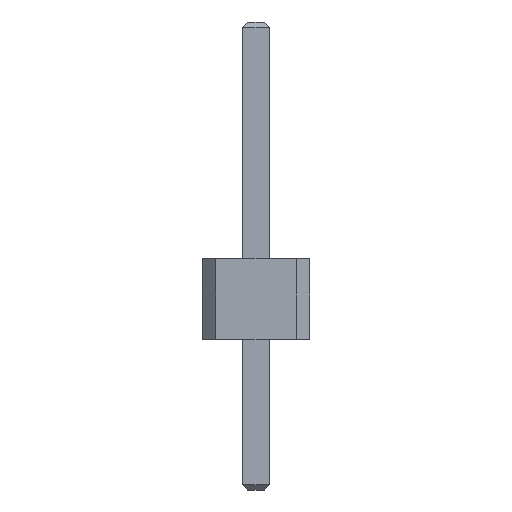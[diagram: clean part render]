
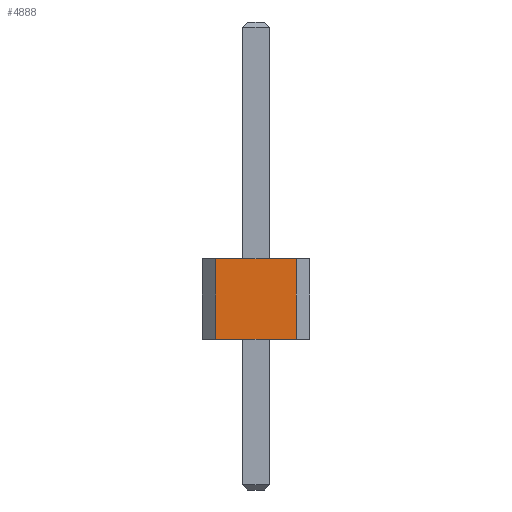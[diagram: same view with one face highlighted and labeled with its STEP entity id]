
A CAD part, front view. The second image highlights one B-rep face of the part: STEP entity #4888.
In plain terms, the highlighted planar face has unit normal (0, -1, 0).
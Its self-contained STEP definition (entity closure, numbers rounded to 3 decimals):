
#44 = PLANE('',#45);
#45 = AXIS2_PLACEMENT_3D('',#46,#47,#48);
#46 = CARTESIAN_POINT('',(-1.,0.75,0.));
#47 = DIRECTION('',(0.,0.,-1.));
#48 = DIRECTION('',(0.,1.,0.));
#100 = PLANE('',#101);
#101 = AXIS2_PLACEMENT_3D('',#102,#103,#104);
#102 = CARTESIAN_POINT('',(-1.,0.75,1.5));
#103 = DIRECTION('',(0.,0.,-1.));
#104 = DIRECTION('',(-1.,0.,0.));
#749 = VERTEX_POINT('',#750);
#750 = CARTESIAN_POINT('',(0.75,-13.,0.));
#764 = PLANE('',#765);
#765 = AXIS2_PLACEMENT_3D('',#766,#767,#768);
#766 = CARTESIAN_POINT('',(0.875,-12.875,0.));
#767 = DIRECTION('',(0.707,-0.707,0.));
#768 = DIRECTION('',(0.,0.,-1.));
#776 = EDGE_CURVE('',#777,#749,#779,.T.);
#777 = VERTEX_POINT('',#778);
#778 = CARTESIAN_POINT('',(-0.75,-13.,0.));
#779 = SURFACE_CURVE('',#780,(#784,#791),.PCURVE_S1.);
#780 = LINE('',#781,#782);
#781 = CARTESIAN_POINT('',(-1.,-13.,0.));
#782 = VECTOR('',#783,1.);
#783 = DIRECTION('',(1.,0.,0.));
#784 = PCURVE('',#44,#785);
#785 = DEFINITIONAL_REPRESENTATION('',(#786),#790);
#786 = LINE('',#787,#788);
#787 = CARTESIAN_POINT('',(-13.75,0.));
#788 = VECTOR('',#789,1.);
#789 = DIRECTION('',(0.,1.));
#790 = ( GEOMETRIC_REPRESENTATION_CONTEXT(2) 
PARAMETRIC_REPRESENTATION_CONTEXT() REPRESENTATION_CONTEXT('2D SPACE',''
  ) );
#791 = PCURVE('',#792,#797);
#792 = PLANE('',#793);
#793 = AXIS2_PLACEMENT_3D('',#794,#795,#796);
#794 = CARTESIAN_POINT('',(-1.,-13.,0.));
#795 = DIRECTION('',(0.,1.,0.));
#796 = DIRECTION('',(1.,0.,0.));
#797 = DEFINITIONAL_REPRESENTATION('',(#798),#802);
#798 = LINE('',#799,#800);
#799 = CARTESIAN_POINT('',(0.,0.));
#800 = VECTOR('',#801,1.);
#801 = DIRECTION('',(1.,0.));
#802 = ( GEOMETRIC_REPRESENTATION_CONTEXT(2) 
PARAMETRIC_REPRESENTATION_CONTEXT() REPRESENTATION_CONTEXT('2D SPACE',''
  ) );
#820 = PLANE('',#821);
#821 = AXIS2_PLACEMENT_3D('',#822,#823,#824);
#822 = CARTESIAN_POINT('',(-0.875,-12.875,0.));
#823 = DIRECTION('',(-0.707,-0.707,0.));
#824 = DIRECTION('',(0.,0.,-1.));
#2641 = VERTEX_POINT('',#2642);
#2642 = CARTESIAN_POINT('',(0.75,-13.,1.5));
#2663 = EDGE_CURVE('',#2664,#2641,#2666,.T.);
#2664 = VERTEX_POINT('',#2665);
#2665 = CARTESIAN_POINT('',(-0.75,-13.,1.5));
#2666 = SURFACE_CURVE('',#2667,(#2671,#2678),.PCURVE_S1.);
#2667 = LINE('',#2668,#2669);
#2668 = CARTESIAN_POINT('',(-1.,-13.,1.5));
#2669 = VECTOR('',#2670,1.);
#2670 = DIRECTION('',(1.,0.,0.));
#2671 = PCURVE('',#100,#2672);
#2672 = DEFINITIONAL_REPRESENTATION('',(#2673),#2677);
#2673 = LINE('',#2674,#2675);
#2674 = CARTESIAN_POINT('',(0.,-13.75));
#2675 = VECTOR('',#2676,1.);
#2676 = DIRECTION('',(-1.,0.));
#2677 = ( GEOMETRIC_REPRESENTATION_CONTEXT(2) 
PARAMETRIC_REPRESENTATION_CONTEXT() REPRESENTATION_CONTEXT('2D SPACE',''
  ) );
#2678 = PCURVE('',#792,#2679);
#2679 = DEFINITIONAL_REPRESENTATION('',(#2680),#2684);
#2680 = LINE('',#2681,#2682);
#2681 = CARTESIAN_POINT('',(0.,-1.5));
#2682 = VECTOR('',#2683,1.);
#2683 = DIRECTION('',(1.,0.));
#2684 = ( GEOMETRIC_REPRESENTATION_CONTEXT(2) 
PARAMETRIC_REPRESENTATION_CONTEXT() REPRESENTATION_CONTEXT('2D SPACE',''
  ) );
#4868 = EDGE_CURVE('',#777,#2664,#4869,.T.);
#4869 = SURFACE_CURVE('',#4870,(#4874,#4881),.PCURVE_S1.);
#4870 = LINE('',#4871,#4872);
#4871 = CARTESIAN_POINT('',(-0.75,-13.,0.));
#4872 = VECTOR('',#4873,1.);
#4873 = DIRECTION('',(0.,0.,1.));
#4874 = PCURVE('',#820,#4875);
#4875 = DEFINITIONAL_REPRESENTATION('',(#4876),#4880);
#4876 = LINE('',#4877,#4878);
#4877 = CARTESIAN_POINT('',(0.,0.177));
#4878 = VECTOR('',#4879,1.);
#4879 = DIRECTION('',(-1.,0.));
#4880 = ( GEOMETRIC_REPRESENTATION_CONTEXT(2) 
PARAMETRIC_REPRESENTATION_CONTEXT() REPRESENTATION_CONTEXT('2D SPACE',''
  ) );
#4881 = PCURVE('',#792,#4882);
#4882 = DEFINITIONAL_REPRESENTATION('',(#4883),#4887);
#4883 = LINE('',#4884,#4885);
#4884 = CARTESIAN_POINT('',(0.25,0.));
#4885 = VECTOR('',#4886,1.);
#4886 = DIRECTION('',(0.,-1.));
#4887 = ( GEOMETRIC_REPRESENTATION_CONTEXT(2) 
PARAMETRIC_REPRESENTATION_CONTEXT() REPRESENTATION_CONTEXT('2D SPACE',''
  ) );
#4888 = ADVANCED_FACE('',(#4889),#792,.F.);
#4889 = FACE_BOUND('',#4890,.F.);
#4890 = EDGE_LOOP('',(#4891,#4892,#4893,#4894));
#4891 = ORIENTED_EDGE('',*,*,#776,.F.);
#4892 = ORIENTED_EDGE('',*,*,#4868,.T.);
#4893 = ORIENTED_EDGE('',*,*,#2663,.T.);
#4894 = ORIENTED_EDGE('',*,*,#4895,.F.);
#4895 = EDGE_CURVE('',#749,#2641,#4896,.T.);
#4896 = SURFACE_CURVE('',#4897,(#4901,#4908),.PCURVE_S1.);
#4897 = LINE('',#4898,#4899);
#4898 = CARTESIAN_POINT('',(0.75,-13.,0.));
#4899 = VECTOR('',#4900,1.);
#4900 = DIRECTION('',(0.,0.,1.));
#4901 = PCURVE('',#792,#4902);
#4902 = DEFINITIONAL_REPRESENTATION('',(#4903),#4907);
#4903 = LINE('',#4904,#4905);
#4904 = CARTESIAN_POINT('',(1.75,0.));
#4905 = VECTOR('',#4906,1.);
#4906 = DIRECTION('',(0.,-1.));
#4907 = ( GEOMETRIC_REPRESENTATION_CONTEXT(2) 
PARAMETRIC_REPRESENTATION_CONTEXT() REPRESENTATION_CONTEXT('2D SPACE',''
  ) );
#4908 = PCURVE('',#764,#4909);
#4909 = DEFINITIONAL_REPRESENTATION('',(#4910),#4914);
#4910 = LINE('',#4911,#4912);
#4911 = CARTESIAN_POINT('',(0.,-0.177));
#4912 = VECTOR('',#4913,1.);
#4913 = DIRECTION('',(-1.,0.));
#4914 = ( GEOMETRIC_REPRESENTATION_CONTEXT(2) 
PARAMETRIC_REPRESENTATION_CONTEXT() REPRESENTATION_CONTEXT('2D SPACE',''
  ) );
